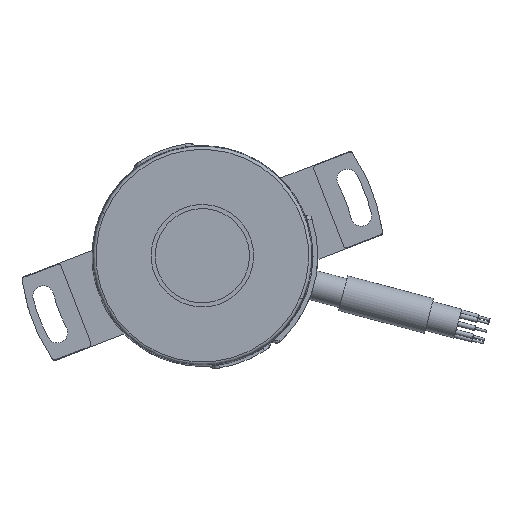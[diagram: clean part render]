
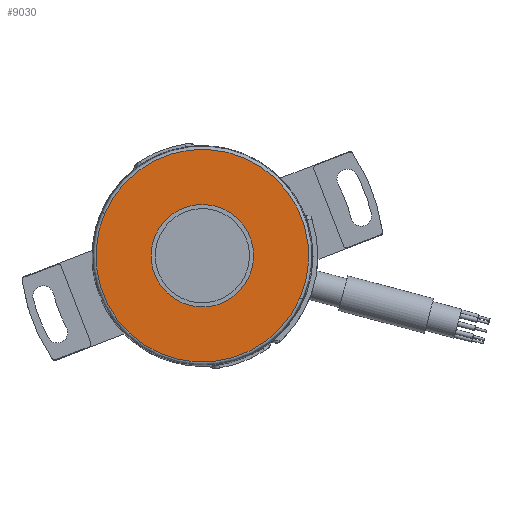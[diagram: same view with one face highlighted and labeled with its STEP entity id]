
A CAD part, top view. The second image highlights one B-rep face of the part: STEP entity #9030.
In plain terms, the highlighted planar face has unit normal (0, 0, 1).
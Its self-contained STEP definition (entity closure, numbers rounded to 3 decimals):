
#3970=CARTESIAN_POINT('',(591.298,95.595,
16.45));
#3980=VERTEX_POINT('',#3970);
#4070=CARTESIAN_POINT('',(626.973,95.595,
16.45));
#4080=VERTEX_POINT('',#4070);
#4110=CARTESIAN_POINT('',(609.136,95.595,
16.45));
#4120=DIRECTION('',(0.,0.,-1.));
#4130=DIRECTION('',(-1.,0.,0.));
#4140=AXIS2_PLACEMENT_3D('',#4110,#4120,#4130);
#4150=CIRCLE('',#4140,17.837);
#4160=EDGE_CURVE('',#3980,#4080,#4150,.T.);
#8780=CARTESIAN_POINT('',(608.141,99.794,
16.45));
#8790=DIRECTION('',(-0.,0.,1.));
#8800=DIRECTION('',(0.766,-0.643,0.));
#8810=AXIS2_PLACEMENT_3D('',#8780,#8790,#8800);
#8820=PLANE('',#8810);
#8830=CARTESIAN_POINT('',(609.136,95.595,
16.45));
#8840=DIRECTION('',(0.,0.,1.));
#8850=DIRECTION('',(0.94,0.342,0.));
#8860=AXIS2_PLACEMENT_3D('',#8830,#8840,#8850);
#8870=CIRCLE('',#8860,8.6);
#8880=CARTESIAN_POINT('',(617.217,98.537,
16.45));
#8890=VERTEX_POINT('',#8880);
#8900=CARTESIAN_POINT('',(601.054,92.654,
16.45));
#8910=VERTEX_POINT('',#8900);
#8920=EDGE_CURVE('',#8890,#8910,#8870,.T.);
#8930=ORIENTED_EDGE('',*,*,#8920,.F.);
#8940=EDGE_CURVE('',#8910,#8890,#8870,.T.);
#8950=ORIENTED_EDGE('',*,*,#8940,.F.);
#8960=EDGE_LOOP('',(#8950,#8930));
#8970=FACE_BOUND('',#8960,.T.);
#8980=EDGE_CURVE('',#4080,#3980,#4150,.T.);
#8990=ORIENTED_EDGE('',*,*,#8980,.F.);
#9000=ORIENTED_EDGE('',*,*,#4160,.F.);
#9010=EDGE_LOOP('',(#9000,#8990));
#9020=FACE_OUTER_BOUND('',#9010,.T.);
#9030=ADVANCED_FACE('',(#8970,#9020),#8820,.T.);
